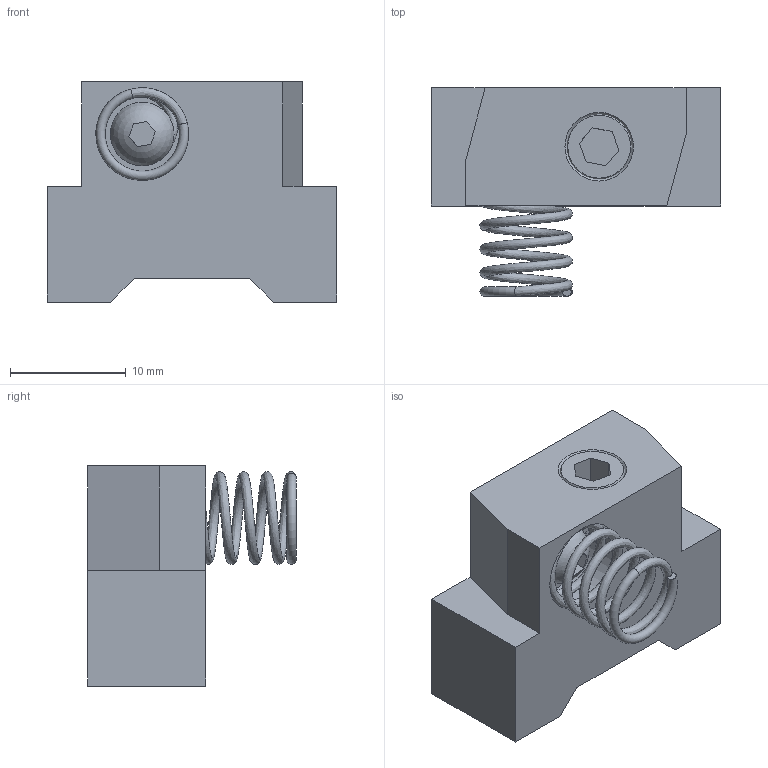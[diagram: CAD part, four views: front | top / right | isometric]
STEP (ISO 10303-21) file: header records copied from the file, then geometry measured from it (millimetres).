
FILE_DESCRIPTION( ( 'Unknown' ), '1' );
FILE_NAME( 'SVF-S07-50.stp', 'Unknown', ( 'Unknown' ), ( 'Unknown' ), 'PSStep 17.0.49', 'Unknown', ' ' );
FILE_SCHEMA( ( 'AUTOMOTIVE_DESIGN { 1 0 10303 214 1 1 1 1 }' ) );
Length unit declared in the file: millimetre
Products named in the file (5): Assem1; 1-SVF-S07-50-1; 1-SVF-SWP-D8L11; 4-01-CCP-M3L5; 4-01-SET-M6L16
Assembly tree (4 placements, depth 2):
  Assem1
    1-SVF-S07-50-1
    1-SVF-SWP-D8L11
    4-01-CCP-M3L5
    4-01-SET-M6L16
Bounding box: 25 x 18 x 19 mm (x, y, z)
Volume: 3920.7 mm3; surface area: 3021.2 mm2
Topology: 4 solids, 4 shells, 146 faces, 312 edges, 176 vertices
Faces by surface type: cone 53, cylinder 52, plane 37, bspline 2, torus 1, sphere 1
Full cylindrical faces by diameter (mm): 2.459 x1, 2.5 x9, 3 x10, 4.917 x1, 5 x15, 6 x15, 8 x1
Entity records: 6046 total; most frequent: CARTESIAN_POINT 2072, DIRECTION 612, ORIENTED_EDGE 390, AXIS2_PLACEMENT_3D 270, EDGE_LOOP 263, FACE_OUTER_BOUND 202, EDGE_CURVE 195, VERTEX_POINT 169
